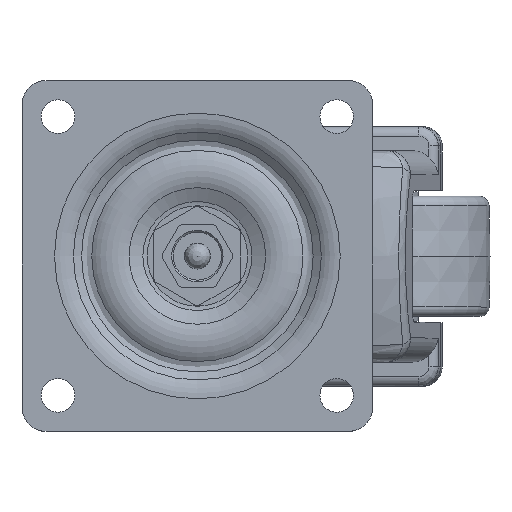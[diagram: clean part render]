
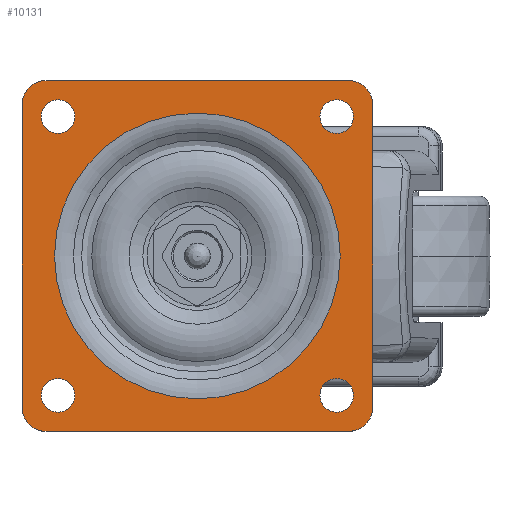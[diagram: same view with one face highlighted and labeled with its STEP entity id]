
A CAD part, top view. The second image highlights one B-rep face of the part: STEP entity #10131.
In plain terms, the highlighted planar face has unit normal (0, 0, 1).
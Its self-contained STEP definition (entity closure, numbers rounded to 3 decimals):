
#9610=CARTESIAN_POINT('',(31.5,-36.5,-0.356));
#9611=VERTEX_POINT('',#9610);
#9618=CARTESIAN_POINT('',(-31.5,-36.5,-0.356));
#9619=VERTEX_POINT('',#9618);
#9620=CARTESIAN_POINT('',(31.5,-36.5,-0.356));
#9621=DIRECTION('',(-1.0,0.0,0.0));
#9622=VECTOR('',#9621,63.);
#9623=LINE('',#9620,#9622);
#9624=EDGE_CURVE('',#9611,#9619,#9623,.T.);
#9649=CARTESIAN_POINT('',(36.5,-31.5,-0.356));
#9650=VERTEX_POINT('',#9649);
#9657=CARTESIAN_POINT('',(31.5,-31.5,-0.356));
#9658=DIRECTION('',(0.0,0.0,-1.0));
#9659=DIRECTION('',(1.0,0.0,0.0));
#9660=AXIS2_PLACEMENT_3D('',#9657,#9658,#9659);
#9661=CIRCLE('',#9660,5.0);
#9662=EDGE_CURVE('',#9650,#9611,#9661,.T.);
#9681=CARTESIAN_POINT('',(36.5,31.5,-0.356));
#9682=VERTEX_POINT('',#9681);
#9689=CARTESIAN_POINT('',(36.5,31.5,-0.356));
#9690=DIRECTION('',(0.0,-1.0,0.0));
#9691=VECTOR('',#9690,63.);
#9692=LINE('',#9689,#9691);
#9693=EDGE_CURVE('',#9682,#9650,#9692,.T.);
#9713=CARTESIAN_POINT('',(31.5,36.5,-0.356));
#9714=VERTEX_POINT('',#9713);
#9721=CARTESIAN_POINT('',(31.5,31.5,-0.356));
#9722=DIRECTION('',(0.0,0.0,-1.0));
#9723=DIRECTION('',(1.0,0.0,0.0));
#9724=AXIS2_PLACEMENT_3D('',#9721,#9722,#9723);
#9725=CIRCLE('',#9724,5.0);
#9726=EDGE_CURVE('',#9714,#9682,#9725,.T.);
#9745=CARTESIAN_POINT('',(-31.5,36.5,-0.356));
#9746=VERTEX_POINT('',#9745);
#9753=CARTESIAN_POINT('',(-31.5,36.5,-0.356));
#9754=DIRECTION('',(1.0,0.0,0.0));
#9755=VECTOR('',#9754,63.);
#9756=LINE('',#9753,#9755);
#9757=EDGE_CURVE('',#9746,#9714,#9756,.T.);
#9777=CARTESIAN_POINT('',(-36.5,31.5,-0.356));
#9778=VERTEX_POINT('',#9777);
#9785=CARTESIAN_POINT('',(-31.5,31.5,-0.356));
#9786=DIRECTION('',(0.0,0.0,-1.0));
#9787=DIRECTION('',(1.0,0.0,0.0));
#9788=AXIS2_PLACEMENT_3D('',#9785,#9786,#9787);
#9789=CIRCLE('',#9788,5.0);
#9790=EDGE_CURVE('',#9778,#9746,#9789,.T.);
#9809=CARTESIAN_POINT('',(-36.5,-31.5,-0.356));
#9810=VERTEX_POINT('',#9809);
#9817=CARTESIAN_POINT('',(-36.5,-31.5,-0.356));
#9818=DIRECTION('',(0.0,1.0,0.0));
#9819=VECTOR('',#9818,63.);
#9820=LINE('',#9817,#9819);
#9821=EDGE_CURVE('',#9810,#9778,#9820,.T.);
#9840=CARTESIAN_POINT('',(-31.5,-31.5,-0.356));
#9841=DIRECTION('',(0.0,0.0,-1.0));
#9842=DIRECTION('',(1.0,0.0,0.0));
#9843=AXIS2_PLACEMENT_3D('',#9840,#9841,#9842);
#9844=CIRCLE('',#9843,5.0);
#9845=EDGE_CURVE('',#9619,#9810,#9844,.T.);
#9867=CARTESIAN_POINT('',(-25.5,29.,-0.356));
#9868=VERTEX_POINT('',#9867);
#9869=CARTESIAN_POINT('',(-29.,29.,-0.356));
#9870=DIRECTION('',(0.0,0.0,-1.0));
#9871=DIRECTION('',(1.0,0.0,0.0));
#9872=AXIS2_PLACEMENT_3D('',#9869,#9870,#9871);
#9873=CIRCLE('',#9872,3.5);
#9874=EDGE_CURVE('',#9868,#9868,#9873,.T.);
#9895=CARTESIAN_POINT('',(-25.5,-29.,-0.356));
#9896=VERTEX_POINT('',#9895);
#9897=CARTESIAN_POINT('',(-29.,-29.,-0.356));
#9898=DIRECTION('',(0.0,0.0,-1.0));
#9899=DIRECTION('',(1.0,0.0,0.0));
#9900=AXIS2_PLACEMENT_3D('',#9897,#9898,#9899);
#9901=CIRCLE('',#9900,3.5);
#9902=EDGE_CURVE('',#9896,#9896,#9901,.T.);
#9923=CARTESIAN_POINT('',(32.5,29.,-0.356));
#9924=VERTEX_POINT('',#9923);
#9925=CARTESIAN_POINT('',(29.,29.,-0.356));
#9926=DIRECTION('',(0.0,0.0,-1.0));
#9927=DIRECTION('',(1.0,0.0,0.0));
#9928=AXIS2_PLACEMENT_3D('',#9925,#9926,#9927);
#9929=CIRCLE('',#9928,3.5);
#9930=EDGE_CURVE('',#9924,#9924,#9929,.T.);
#9951=CARTESIAN_POINT('',(32.5,-29.,-0.356));
#9952=VERTEX_POINT('',#9951);
#9953=CARTESIAN_POINT('',(29.,-29.,-0.356));
#9954=DIRECTION('',(0.0,0.0,-1.0));
#9955=DIRECTION('',(1.0,0.0,0.0));
#9956=AXIS2_PLACEMENT_3D('',#9953,#9954,#9955);
#9957=CIRCLE('',#9956,3.5);
#9958=EDGE_CURVE('',#9952,#9952,#9957,.T.);
#10086=CARTESIAN_POINT('',(29.732,0.,-0.356));
#10087=VERTEX_POINT('',#10086);
#10088=CARTESIAN_POINT('',(0.,0.,-0.356));
#10089=DIRECTION('',(0.0,0.0,-1.0));
#10090=DIRECTION('',(1.0,0.0,0.0));
#10091=AXIS2_PLACEMENT_3D('',#10088,#10089,#10090);
#10092=CIRCLE('',#10091,29.732);
#10093=EDGE_CURVE('',#10087,#10087,#10092,.T.);
#10101=CARTESIAN_POINT('',(29.806,0.,-0.356));
#10102=DIRECTION('',(0.0,0.0,1.0));
#10103=DIRECTION('',(1.0,0.0,0.0));
#10104=AXIS2_PLACEMENT_3D('',#10101,#10102,#10103);
#10105=PLANE('',#10104);
#10106=ORIENTED_EDGE('',*,*,#9845,.F.);
#10107=ORIENTED_EDGE('',*,*,#9624,.F.);
#10108=ORIENTED_EDGE('',*,*,#9662,.F.);
#10109=ORIENTED_EDGE('',*,*,#9693,.F.);
#10110=ORIENTED_EDGE('',*,*,#9726,.F.);
#10111=ORIENTED_EDGE('',*,*,#9757,.F.);
#10112=ORIENTED_EDGE('',*,*,#9790,.F.);
#10113=ORIENTED_EDGE('',*,*,#9821,.F.);
#10114=EDGE_LOOP('',(#10106,#10107,#10108,#10109,#10110,#10111,#10112,#10113));
#10115=FACE_OUTER_BOUND('',#10114,.T.);
#10116=ORIENTED_EDGE('',*,*,#9874,.T.);
#10117=EDGE_LOOP('',(#10116));
#10118=FACE_BOUND('',#10117,.T.);
#10119=ORIENTED_EDGE('',*,*,#9902,.T.);
#10120=EDGE_LOOP('',(#10119));
#10121=FACE_BOUND('',#10120,.T.);
#10122=ORIENTED_EDGE('',*,*,#9930,.T.);
#10123=EDGE_LOOP('',(#10122));
#10124=FACE_BOUND('',#10123,.T.);
#10125=ORIENTED_EDGE('',*,*,#9958,.T.);
#10126=EDGE_LOOP('',(#10125));
#10127=FACE_BOUND('',#10126,.T.);
#10128=ORIENTED_EDGE('',*,*,#10093,.T.);
#10129=EDGE_LOOP('',(#10128));
#10130=FACE_BOUND('',#10129,.T.);
#10131=ADVANCED_FACE('',(#10115,#10118,#10121,#10124,#10127,#10130),#10105,.T.);
